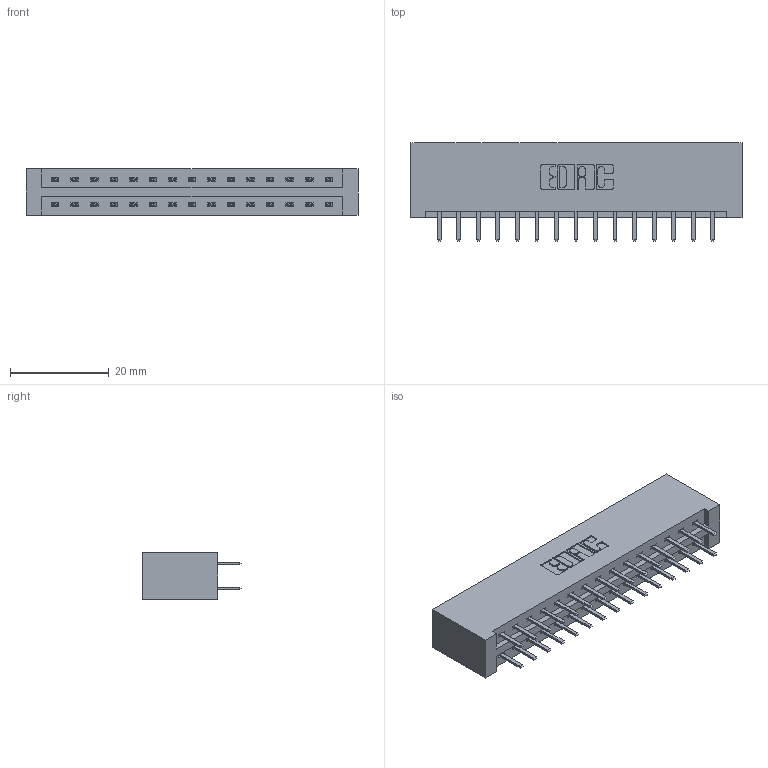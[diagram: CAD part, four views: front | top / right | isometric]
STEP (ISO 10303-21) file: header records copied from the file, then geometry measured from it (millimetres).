
FILE_DESCRIPTION (( 'STEP AP203' ), '1' );
FILE_NAME ('337-030-520-201.STEP', '2019-10-08T18:31:20', ( '' ), ( '' ), 'SwSTEP 2.0', 'SolidWorks 2016', '' );
FILE_SCHEMA (( 'CONFIG_CONTROL_DESIGN' ));
Length unit declared in the file: inch
Products named in the file (3): 345-292-001_345-293-120; 337-030-520-201; 337 Part_No Mounting Lugs
Assembly tree (31 placements, depth 2):
  337-030-520-201
    337 Part_No Mounting Lugs
    345-292-001_345-293-120  x30
Bounding box: 67.31 x 20.02 x 9.4 mm (x, y, z)
Volume: 7481.8 mm3; surface area: 8214.4 mm2
Topology: 31 solids, 31 shells, 1846 faces, 5357 edges, 3490 vertices
Faces by surface type: plane 1266, cylinder 580
Entity records: 14959 total; most frequent: CARTESIAN_POINT 2554, ORIENTED_EDGE 2478, DIRECTION 2203, EDGE_CURVE 1239, LINE 1115, VECTOR 1115, VERTEX_POINT 822, AXIS2_PLACEMENT_3D 544
